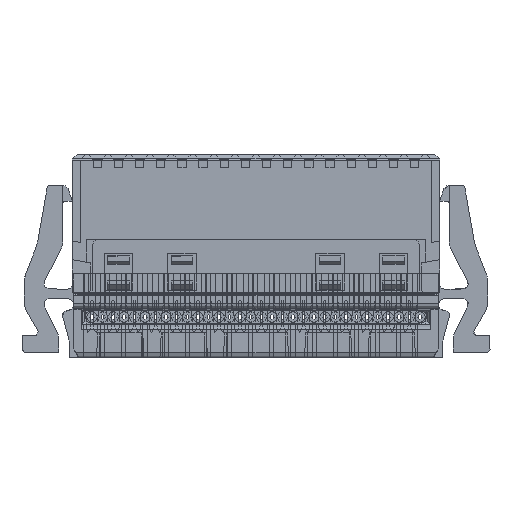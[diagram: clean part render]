
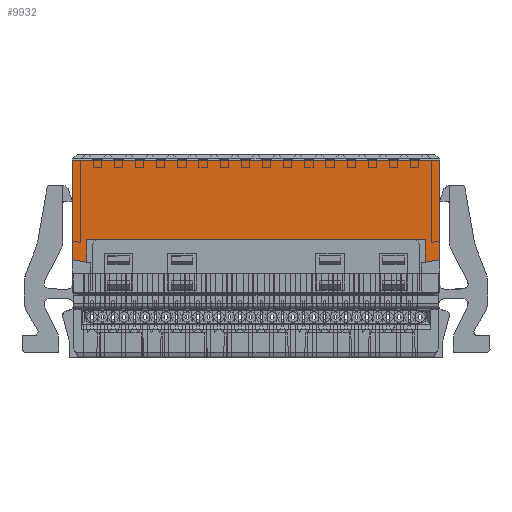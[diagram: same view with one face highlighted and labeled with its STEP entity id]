
A CAD part, front view. The second image highlights one B-rep face of the part: STEP entity #9932.
In plain terms, the highlighted planar face has unit normal (0, -1, 0).
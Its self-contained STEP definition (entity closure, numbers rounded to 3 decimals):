
#9882=AXIS2_PLACEMENT_3D('Plane Axis2P3D',#9879,#9880,#9881) ;
#3090=CARTESIAN_POINT('Vertex',(1.193,-409.925,9.429)) ;
#3093=CARTESIAN_POINT('Line Origine',(1.193,-409.925,6.439)) ;
#3097=CARTESIAN_POINT('Vertex',(1.193,-409.925,3.45)) ;
#3391=CARTESIAN_POINT('Vertex',(-20.878,-409.925,3.45)) ;
#3394=CARTESIAN_POINT('Line Origine',(-20.878,-409.925,6.439)) ;
#3398=CARTESIAN_POINT('Vertex',(-20.877,-409.925,9.429)) ;
#9879=CARTESIAN_POINT('Axis2P3D Location',(-21.122,-409.925,9.97)) ;
#9884=CARTESIAN_POINT('Line Origine',(-9.842,-409.925,9.429)) ;
#9889=CARTESIAN_POINT('Line Origine',(-20.437,-409.925,3.372)) ;
#9893=CARTESIAN_POINT('Vertex',(-19.998,-409.925,3.295)) ;
#9896=CARTESIAN_POINT('Line Origine',(-19.998,-409.925,3.972)) ;
#9900=CARTESIAN_POINT('Vertex',(-19.997,-409.925,4.65)) ;
#9903=CARTESIAN_POINT('Line Origine',(-9.842,-409.925,4.65)) ;
#9907=CARTESIAN_POINT('Vertex',(0.312,-409.925,4.65)) ;
#9910=CARTESIAN_POINT('Line Origine',(0.313,-409.925,3.972)) ;
#9914=CARTESIAN_POINT('Vertex',(0.313,-409.925,3.295)) ;
#9917=CARTESIAN_POINT('Line Origine',(0.752,-409.925,3.372)) ;
#3094=DIRECTION('Vector Direction',(0.,0.,1.)) ;
#3395=DIRECTION('Vector Direction',(0.,0.,-1.)) ;
#9880=DIRECTION('Axis2P3D Direction',(0.,-1.,0.)) ;
#9881=DIRECTION('Axis2P3D XDirection',(0.,0.,1.)) ;
#9885=DIRECTION('Vector Direction',(-1.,0.,0.)) ;
#9890=DIRECTION('Vector Direction',(0.985,0.,-0.174)) ;
#9897=DIRECTION('Vector Direction',(0.,0.,1.)) ;
#9904=DIRECTION('Vector Direction',(1.,0.,0.)) ;
#9911=DIRECTION('Vector Direction',(0.,0.,-1.)) ;
#9918=DIRECTION('Vector Direction',(0.985,0.,0.174)) ;
#3095=VECTOR('Line Direction',#3094,1.) ;
#3396=VECTOR('Line Direction',#3395,1.) ;
#9886=VECTOR('Line Direction',#9885,1.) ;
#9891=VECTOR('Line Direction',#9890,1.) ;
#9898=VECTOR('Line Direction',#9897,1.) ;
#9905=VECTOR('Line Direction',#9904,1.) ;
#9912=VECTOR('Line Direction',#9911,1.) ;
#9919=VECTOR('Line Direction',#9918,1.) ;
#9923=ORIENTED_EDGE('',*,*,#9888,.T.) ;
#9924=ORIENTED_EDGE('',*,*,#3400,.T.) ;
#9925=ORIENTED_EDGE('',*,*,#9895,.T.) ;
#9926=ORIENTED_EDGE('',*,*,#9902,.T.) ;
#9927=ORIENTED_EDGE('',*,*,#9909,.T.) ;
#9928=ORIENTED_EDGE('',*,*,#9916,.T.) ;
#9929=ORIENTED_EDGE('',*,*,#9921,.T.) ;
#9930=ORIENTED_EDGE('',*,*,#3099,.T.) ;
#9932=ADVANCED_FACE('1001\\MANIFOLD_SOLID_BREP #6422',(#9931),#9883,.T.) ;
#3099=EDGE_CURVE('',#3098,#3091,#3096,.T.) ;
#3400=EDGE_CURVE('',#3399,#3392,#3397,.T.) ;
#9888=EDGE_CURVE('',#3091,#3399,#9887,.T.) ;
#9895=EDGE_CURVE('',#3392,#9894,#9892,.T.) ;
#9902=EDGE_CURVE('',#9894,#9901,#9899,.T.) ;
#9909=EDGE_CURVE('',#9901,#9908,#9906,.T.) ;
#9916=EDGE_CURVE('',#9908,#9915,#9913,.T.) ;
#9921=EDGE_CURVE('',#9915,#3098,#9920,.T.) ;
#9922=EDGE_LOOP('',(#9923,#9924,#9925,#9926,#9927,#9928,#9929,#9930)) ;
#9931=FACE_OUTER_BOUND('',#9922,.T.) ;
#3096=LINE('Line',#3093,#3095) ;
#3397=LINE('Line',#3394,#3396) ;
#9887=LINE('Line',#9884,#9886) ;
#9892=LINE('Line',#9889,#9891) ;
#9899=LINE('Line',#9896,#9898) ;
#9906=LINE('Line',#9903,#9905) ;
#9913=LINE('Line',#9910,#9912) ;
#9920=LINE('Line',#9917,#9919) ;
#9883=PLANE('',#9882) ;
#3091=VERTEX_POINT('',#3090) ;
#3098=VERTEX_POINT('',#3097) ;
#3392=VERTEX_POINT('',#3391) ;
#3399=VERTEX_POINT('',#3398) ;
#9894=VERTEX_POINT('',#9893) ;
#9901=VERTEX_POINT('',#9900) ;
#9908=VERTEX_POINT('',#9907) ;
#9915=VERTEX_POINT('',#9914) ;
